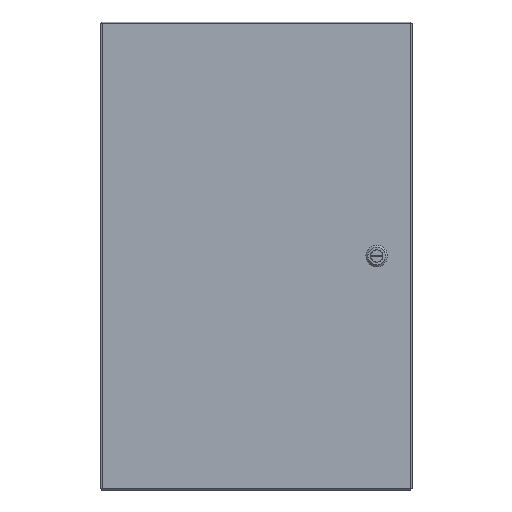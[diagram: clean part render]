
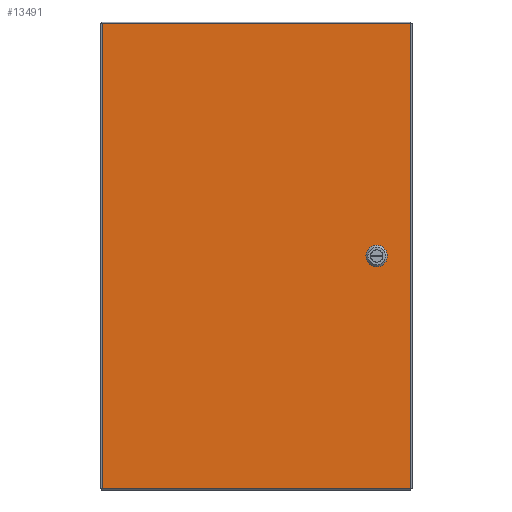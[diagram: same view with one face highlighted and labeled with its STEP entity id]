
A CAD part, front view. The second image highlights one B-rep face of the part: STEP entity #13491.
In plain terms, the highlighted planar face has unit normal (0, -1, 0).
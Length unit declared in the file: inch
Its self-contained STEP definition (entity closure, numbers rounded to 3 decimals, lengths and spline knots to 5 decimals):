
#77 = DIRECTION ( 'NONE',  ( 0., 0., -1. ) ) ;
#78 = EDGE_CURVE ( 'NONE', #9714, #18529, #1678, .T. ) ;
#135 = VERTEX_POINT ( 'NONE', #14728 ) ;
#679 = CARTESIAN_POINT ( 'NONE',  ( 5.96, -8.821, -0.3955 ) ) ;
#1211 = CARTESIAN_POINT ( 'NONE',  ( 5.96, -8.821, 0.3955 ) ) ;
#1431 = FACE_OUTER_BOUND ( 'NONE', #13850, .T. ) ;
#1659 = VECTOR ( 'NONE', #11942, 39.37008 ) ;
#1678 = LINE ( 'NONE', #13460, #9183 ) ;
#1756 = FACE_BOUND ( 'NONE', #18116, .T. ) ;
#1819 = LINE ( 'NONE', #5143, #1659 ) ;
#2887 = CARTESIAN_POINT ( 'NONE',  ( 7.901, -8.821, -11.8985 ) ) ;
#3303 = CARTESIAN_POINT ( 'NONE',  ( 6.422, -8.821, 0.3955 ) ) ;
#3356 = ORIENTED_EDGE ( 'NONE', *, *, #12420, .T. ) ;
#3413 = DIRECTION ( 'NONE',  ( 0.707, 0., -0.707 ) ) ;
#3444 = VECTOR ( 'NONE', #21556, 39.37008 ) ;
#3524 = LINE ( 'NONE', #20543, #6003 ) ;
#3933 = CARTESIAN_POINT ( 'NONE',  ( 7.901, -8.821, -11.8985 ) ) ;
#4382 = DIRECTION ( 'NONE',  ( -0.707, 0., -0.707 ) ) ;
#4392 = ORIENTED_EDGE ( 'NONE', *, *, #19075, .T. ) ;
#4624 = CARTESIAN_POINT ( 'NONE',  ( -7.896, -8.821, -11.8985 ) ) ;
#5143 = CARTESIAN_POINT ( 'NONE',  ( 5.7955, -8.821, -0.231 ) ) ;
#5204 = VECTOR ( 'NONE', #10268, 39.37008 ) ;
#5545 = VECTOR ( 'NONE', #6541, 39.37008 ) ;
#5833 = CARTESIAN_POINT ( 'NONE',  ( 6.5865, -8.821, -0.231 ) ) ;
#6003 = VECTOR ( 'NONE', #10531, 39.37008 ) ;
#6107 = CARTESIAN_POINT ( 'NONE',  ( 6.5865, -8.821, -0.231 ) ) ;
#6282 = CARTESIAN_POINT ( 'NONE',  ( 6.5865, -8.821, -0.231 ) ) ;
#6336 = LINE ( 'NONE', #1211, #3444 ) ;
#6344 = VERTEX_POINT ( 'NONE', #20843 ) ;
#6541 = DIRECTION ( 'NONE',  ( 1., 0., 0. ) ) ;
#6572 = EDGE_CURVE ( 'NONE', #15898, #18202, #21506, .T. ) ;
#7368 = VERTEX_POINT ( 'NONE', #2887 ) ;
#7386 = VERTEX_POINT ( 'NONE', #16881 ) ;
#7773 = ORIENTED_EDGE ( 'NONE', *, *, #9035, .T. ) ;
#7916 = DIRECTION ( 'NONE',  ( 1., 0., 0. ) ) ;
#8094 = LINE ( 'NONE', #16760, #5545 ) ;
#8451 = DIRECTION ( 'NONE',  ( -1., 0., 0. ) ) ;
#8532 = PLANE ( 'NONE',  #10549 ) ;
#9035 = EDGE_CURVE ( 'NONE', #21819, #17648, #13490, .T. ) ;
#9067 = EDGE_CURVE ( 'NONE', #17648, #15517, #1819, .T. ) ;
#9183 = VECTOR ( 'NONE', #8451, 39.37008 ) ;
#9714 = VERTEX_POINT ( 'NONE', #17076 ) ;
#10096 = CARTESIAN_POINT ( 'NONE',  ( -7.896, -8.821, -11.8985 ) ) ;
#10181 = CARTESIAN_POINT ( 'NONE',  ( -7.896, -8.821, 11.8985 ) ) ;
#10268 = DIRECTION ( 'NONE',  ( -1., 0., 0. ) ) ;
#10531 = DIRECTION ( 'NONE',  ( 0., 0., 1. ) ) ;
#10549 = AXIS2_PLACEMENT_3D ( 'NONE', #10096, #15319, #77 ) ;
#10869 = VECTOR ( 'NONE', #19853, 39.37008 ) ;
#10902 = ORIENTED_EDGE ( 'NONE', *, *, #17393, .T. ) ;
#11688 = CARTESIAN_POINT ( 'NONE',  ( 6.422, -8.821, -0.3955 ) ) ;
#11883 = LINE ( 'NONE', #3303, #13729 ) ;
#11942 = DIRECTION ( 'NONE',  ( -0.707, 0., 0.707 ) ) ;
#12199 = VECTOR ( 'NONE', #17489, 39.37008 ) ;
#12420 = EDGE_CURVE ( 'NONE', #7386, #7368, #8094, .T. ) ;
#12609 = LINE ( 'NONE', #3933, #12199 ) ;
#13078 = VERTEX_POINT ( 'NONE', #19957 ) ;
#13317 = EDGE_CURVE ( 'NONE', #135, #6344, #6336, .T. ) ;
#13459 = EDGE_CURVE ( 'NONE', #13078, #15898, #11883, .T. ) ;
#13460 = CARTESIAN_POINT ( 'NONE',  ( -7.896, -8.821, 11.8985 ) ) ;
#13490 = LINE ( 'NONE', #20392, #5204 ) ;
#13491 = ADVANCED_FACE ( 'NONE', ( #1431, #1756 ), #8532, .T. ) ;
#13729 = VECTOR ( 'NONE', #3413, 39.37008 ) ;
#13850 = EDGE_LOOP ( 'NONE', ( #20249, #20456, #4392, #3356 ) ) ;
#14196 = ORIENTED_EDGE ( 'NONE', *, *, #19278, .T. ) ;
#14485 = CARTESIAN_POINT ( 'NONE',  ( 5.7955, -8.821, -0.231 ) ) ;
#14728 = CARTESIAN_POINT ( 'NONE',  ( 5.7955, -8.821, 0.231 ) ) ;
#14729 = LINE ( 'NONE', #5833, #18230 ) ;
#15052 = EDGE_CURVE ( 'NONE', #18202, #21819, #14729, .T. ) ;
#15299 = VECTOR ( 'NONE', #19633, 39.37008 ) ;
#15319 = DIRECTION ( 'NONE',  ( 0., -1., 0. ) ) ;
#15517 = VERTEX_POINT ( 'NONE', #14485 ) ;
#15898 = VERTEX_POINT ( 'NONE', #19470 ) ;
#16266 = ORIENTED_EDGE ( 'NONE', *, *, #13317, .T. ) ;
#16608 = EDGE_CURVE ( 'NONE', #7368, #9714, #12609, .T. ) ;
#16760 = CARTESIAN_POINT ( 'NONE',  ( -7.896, -8.821, -11.8985 ) ) ;
#16881 = CARTESIAN_POINT ( 'NONE',  ( -7.896, -8.821, -11.8985 ) ) ;
#17076 = CARTESIAN_POINT ( 'NONE',  ( 7.901, -8.821, 11.8985 ) ) ;
#17129 = ORIENTED_EDGE ( 'NONE', *, *, #6572, .T. ) ;
#17393 = EDGE_CURVE ( 'NONE', #15517, #135, #3524, .T. ) ;
#17489 = DIRECTION ( 'NONE',  ( 0., 0., 1. ) ) ;
#17648 = VERTEX_POINT ( 'NONE', #679 ) ;
#17735 = LINE ( 'NONE', #4624, #15299 ) ;
#18116 = EDGE_LOOP ( 'NONE', ( #10902, #16266, #14196, #19284, #17129, #19080, #7773, #21019 ) ) ;
#18164 = LINE ( 'NONE', #21156, #18841 ) ;
#18202 = VERTEX_POINT ( 'NONE', #6107 ) ;
#18230 = VECTOR ( 'NONE', #4382, 39.37008 ) ;
#18529 = VERTEX_POINT ( 'NONE', #10181 ) ;
#18841 = VECTOR ( 'NONE', #7916, 39.37008 ) ;
#19075 = EDGE_CURVE ( 'NONE', #18529, #7386, #17735, .T. ) ;
#19080 = ORIENTED_EDGE ( 'NONE', *, *, #15052, .T. ) ;
#19278 = EDGE_CURVE ( 'NONE', #6344, #13078, #18164, .T. ) ;
#19284 = ORIENTED_EDGE ( 'NONE', *, *, #13459, .T. ) ;
#19470 = CARTESIAN_POINT ( 'NONE',  ( 6.5865, -8.821, 0.231 ) ) ;
#19633 = DIRECTION ( 'NONE',  ( 0., 0., -1. ) ) ;
#19853 = DIRECTION ( 'NONE',  ( 0., 0., -1. ) ) ;
#19957 = CARTESIAN_POINT ( 'NONE',  ( 6.422, -8.821, 0.3955 ) ) ;
#20249 = ORIENTED_EDGE ( 'NONE', *, *, #16608, .T. ) ;
#20392 = CARTESIAN_POINT ( 'NONE',  ( 5.96, -8.821, -0.3955 ) ) ;
#20456 = ORIENTED_EDGE ( 'NONE', *, *, #78, .T. ) ;
#20543 = CARTESIAN_POINT ( 'NONE',  ( 5.7955, -8.821, 0.231 ) ) ;
#20843 = CARTESIAN_POINT ( 'NONE',  ( 5.96, -8.821, 0.3955 ) ) ;
#21019 = ORIENTED_EDGE ( 'NONE', *, *, #9067, .T. ) ;
#21156 = CARTESIAN_POINT ( 'NONE',  ( 6.422, -8.821, 0.3955 ) ) ;
#21506 = LINE ( 'NONE', #6282, #10869 ) ;
#21556 = DIRECTION ( 'NONE',  ( 0.707, 0., 0.707 ) ) ;
#21819 = VERTEX_POINT ( 'NONE', #11688 ) ;
